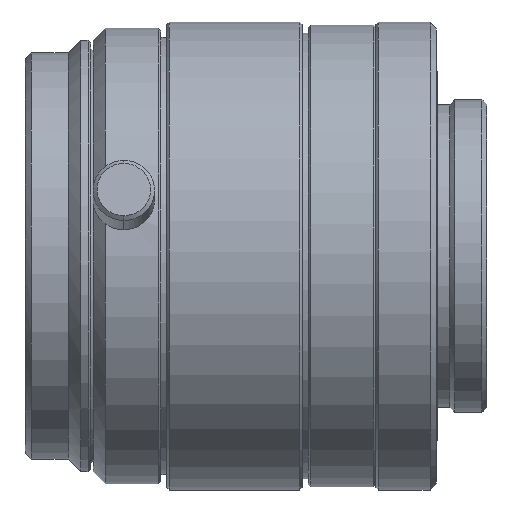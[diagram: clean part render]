
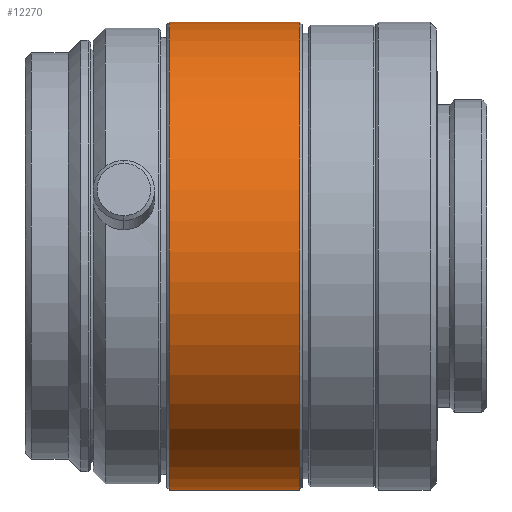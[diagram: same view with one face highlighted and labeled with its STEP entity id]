
A CAD part, top view. The second image highlights one B-rep face of the part: STEP entity #12270.
In plain terms, the highlighted free-form (B-spline) face has degree [2, 1] with [9, 2] control points.
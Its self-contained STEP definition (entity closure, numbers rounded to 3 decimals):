
#11390 = CARTESIAN_POINT ('', (-39.326, -19., 0.));
#11400 = VERTEX_POINT ('', #11390);
#11460 = CARTESIAN_POINT ('', (-39.326, 19., 0.));
#11470 = VERTEX_POINT ('', #11460);
#11480 = CARTESIAN_POINT ('', (-39.326, 19., 0.));
#11490 = CARTESIAN_POINT ('', (-39.326, 19., 19.));
#11500 = CARTESIAN_POINT ('', (-39.326, 0., 19.));
#11510 = CARTESIAN_POINT ('', (-39.326, -19., 19.));
#11520 = CARTESIAN_POINT ('', (-39.326, -19., 0.));
#11530 = (
   BOUNDED_CURVE ()
   B_SPLINE_CURVE (2, (#11480, #11490, #11500, #11510, #11520), .UNSPECIFIED., .F., .U.)
   B_SPLINE_CURVE_WITH_KNOTS ((3, 2, 3), (0., 90., 180.), .UNSPECIFIED.)
   CURVE ()
   GEOMETRIC_REPRESENTATION_ITEM ()
   RATIONAL_B_SPLINE_CURVE ((1., 0.707, 1., 0.707, 1.))
   REPRESENTATION_ITEM ('')
);
#11540 = EDGE_CURVE ('', #11470, #11400, #11530, .T.);
#11830 = ORIENTED_EDGE ('', *, *, #11540, .T.);
#11840 = CARTESIAN_POINT ('', (-28.726, -19., 0.));
#11850 = VERTEX_POINT ('', #11840);
#11860 = CARTESIAN_POINT ('', (-39.326, -19., 0.));
#11870 = CARTESIAN_POINT ('', (-28.726, -19., 0.));
#11880 = B_SPLINE_CURVE_WITH_KNOTS ('', 1, (#11860, #11870), .UNSPECIFIED., .F., .U., (2, 2), (0., 1.), .UNSPECIFIED.);
#11890 = EDGE_CURVE ('', #11400, #11850, #11880, .T.);
#11900 = ORIENTED_EDGE ('', *, *, #11890, .T.);
#11910 = CARTESIAN_POINT ('', (-28.726, 19., 0.));
#11920 = VERTEX_POINT ('', #11910);
#11930 = CARTESIAN_POINT ('', (-28.726, 19., 0.));
#11940 = CARTESIAN_POINT ('', (-28.726, 19., 19.));
#11950 = CARTESIAN_POINT ('', (-28.726, 0., 19.));
#11960 = CARTESIAN_POINT ('', (-28.726, -19., 19.));
#11970 = CARTESIAN_POINT ('', (-28.726, -19., 0.));
#11980 = (
   BOUNDED_CURVE ()
   B_SPLINE_CURVE (2, (#11930, #11940, #11950, #11960, #11970), .UNSPECIFIED., .F., .U.)
   B_SPLINE_CURVE_WITH_KNOTS ((3, 2, 3), (0., 90., 180.), .UNSPECIFIED.)
   CURVE ()
   GEOMETRIC_REPRESENTATION_ITEM ()
   RATIONAL_B_SPLINE_CURVE ((1., 0.707, 1., 0.707, 1.))
   REPRESENTATION_ITEM ('')
);
#11990 = EDGE_CURVE ('', #11920, #11850, #11980, .T.);
#12000 = ORIENTED_EDGE ('', *, *, #11990, .F.);
#12010 = CARTESIAN_POINT ('', (-39.326, 19., 0.));
#12020 = CARTESIAN_POINT ('', (-28.726, 19., 0.));
#12030 = B_SPLINE_CURVE_WITH_KNOTS ('', 1, (#12010, #12020), .UNSPECIFIED., .F., .U., (2, 2), (0., 1.), .UNSPECIFIED.);
#12040 = EDGE_CURVE ('', #11470, #11920, #12030, .T.);
#12050 = ORIENTED_EDGE ('', *, *, #12040, .F.);
#12060 = EDGE_LOOP ('', (#11830, #11900, #12000, #12050));
#12070 = FACE_OUTER_BOUND ('', #12060, .T.);
#12080 = CARTESIAN_POINT ('', (-40.387, 19., 0.));
#12090 = CARTESIAN_POINT ('', (-27.665, 19., 0.));
#12100 = CARTESIAN_POINT ('', (-40.387, 19., 19.));
#12110 = CARTESIAN_POINT ('', (-27.665, 19., 19.));
#12120 = CARTESIAN_POINT ('', (-40.387, 0., 19.));
#12130 = CARTESIAN_POINT ('', (-27.665, 0., 19.));
#12140 = CARTESIAN_POINT ('', (-40.387, -19., 19.));
#12150 = CARTESIAN_POINT ('', (-27.665, -19., 19.));
#12160 = CARTESIAN_POINT ('', (-40.387, -19., 0.));
#12170 = CARTESIAN_POINT ('', (-27.665, -19., 0.));
#12180 = CARTESIAN_POINT ('', (-40.387, -19., -19.));
#12190 = CARTESIAN_POINT ('', (-27.665, -19., -19.));
#12200 = CARTESIAN_POINT ('', (-40.387, 0., -19.));
#12210 = CARTESIAN_POINT ('', (-27.665, 0., -19.));
#12220 = CARTESIAN_POINT ('', (-40.387, 19., -19.));
#12230 = CARTESIAN_POINT ('', (-27.665, 19., -19.));
#12240 = CARTESIAN_POINT ('', (-40.387, 19., 0.));
#12250 = CARTESIAN_POINT ('', (-27.665, 19., 0.));
#12260 = (
   BOUNDED_SURFACE ()
   B_SPLINE_SURFACE (2, 1, ((#12080, #12090), (#12100, #12110), (#12120, #12130), (#12140, #12150), (#12160, #12170), (#12180, #12190), (#12200, #12210), (#12220, #12230), (#12240, #12250)), .UNSPECIFIED., .T., .F., .U.)
   B_SPLINE_SURFACE_WITH_KNOTS ((3, 2, 2, 2, 3), (2, 2), (0., 0.25, 0.5, 0.75, 1.), (0., 1.), .UNSPECIFIED.)
   SURFACE ()
   GEOMETRIC_REPRESENTATION_ITEM ()
   RATIONAL_B_SPLINE_SURFACE (((1., 1.), (0.707, 0.707), (1., 1.), (0.707, 0.707), (1., 1.), (0.707, 0.707), (1., 1.), (0.707, 0.707), (1., 1.)))
   REPRESENTATION_ITEM ('')
);
#12270 = ADVANCED_FACE ('', (#12070), #12260, .T.);
